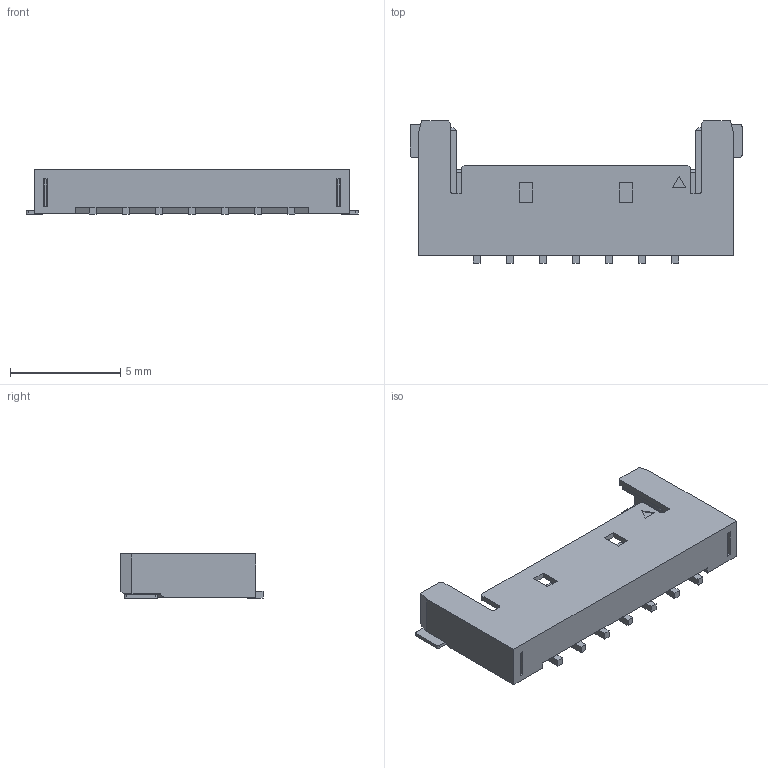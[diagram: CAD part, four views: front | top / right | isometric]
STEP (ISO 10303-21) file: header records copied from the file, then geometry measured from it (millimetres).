
FILE_DESCRIPTION(('STEP AP242'),'1');
FILE_NAME('504050-0791.stp','2021-01-25T20:13:52',('TraceParts'),('TraceParts S.A.'),'Spatial InterOp 3D',' ',' ');
FILE_SCHEMA(('AP242_MANAGED_MODEL_BASED_3D_ENGINEERING_MIM_LF {1 0 10303 442 1 1 4}'));
Length unit declared in the file: millimetre
Products named in the file (1): 504050-0791_1
Bounding box: 15.05 x 6.44 x 2 mm (x, y, z)
Volume: 76.7 mm3; surface area: 373.3 mm2
Topology: 1 solids, 1 shells, 350 faces, 1012 edges, 698 vertices
Faces by surface type: plane 273, cylinder 63, sphere 14
Entity records: 11320 total; most frequent: CARTESIAN_POINT 1990, ORIENTED_EDGE 1952, DIRECTION 1842, EDGE_CURVE 976, LINE 886, VECTOR 886, VERTEX_POINT 626, AXIS2_PLACEMENT_3D 478
